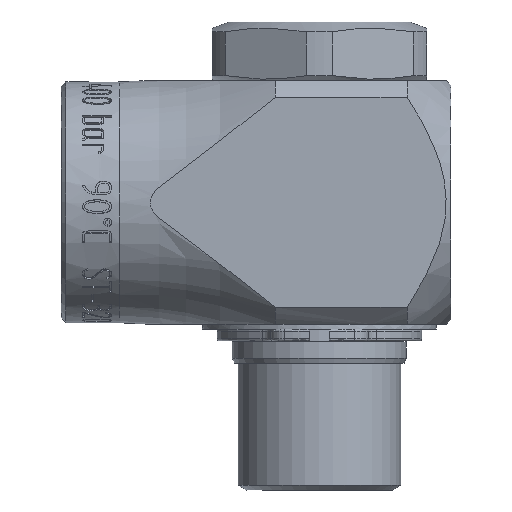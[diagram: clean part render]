
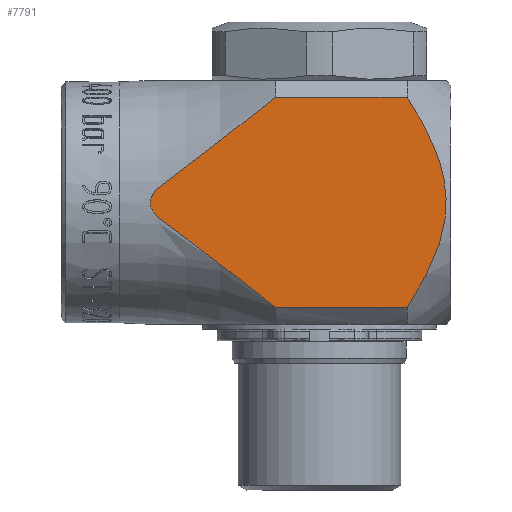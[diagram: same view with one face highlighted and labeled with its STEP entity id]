
A CAD part, left-side view. The second image highlights one B-rep face of the part: STEP entity #7791.
In plain terms, the highlighted planar face has unit normal (-1, 0, 0).
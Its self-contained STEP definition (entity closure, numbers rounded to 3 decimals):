
#56=LINE('',#19016,#116);
#63=LINE('',#19107,#123);
#116=VECTOR('',#8700,1000.);
#123=VECTOR('',#8729,1000.);
#540=PLANE('',#8096);
#1511=ORIENTED_EDGE('',*,*,#2663,.F.);
#1512=ORIENTED_EDGE('',*,*,#2685,.F.);
#1513=ORIENTED_EDGE('',*,*,#2687,.F.);
#1514=ORIENTED_EDGE('',*,*,#2670,.F.);
#2663=EDGE_CURVE('',#3278,#3279,#3959,.F.);
#2670=EDGE_CURVE('',#3279,#3284,#56,.F.);
#2685=EDGE_CURVE('',#3294,#3278,#63,.T.);
#2687=EDGE_CURVE('',#3284,#3294,#3964,.T.);
#3278=VERTEX_POINT('',#18985);
#3279=VERTEX_POINT('',#18995);
#3284=VERTEX_POINT('',#19017);
#3294=VERTEX_POINT('',#19108);
#3959=B_SPLINE_CURVE_WITH_KNOTS('',3,(#18986,#18987,#18988,#18989,#18990,
#18991,#18992,#18993,#18994),.UNSPECIFIED.,.F.,.F.,(4,1,1,1,1,1,4),(0.016,
0.022,0.024,0.027,0.03,
0.033,0.039),.UNSPECIFIED.);
#3964=B_SPLINE_CURVE_WITH_KNOTS('',3,(#19111,#19112,#19113,#19114,#19115,
#19116,#19117,#19118,#19119,#19120,#19121,#19122,#19123,#19124,#19125,#19126,
#19127,#19128,#19129,#19130,#19131,#19132,#19133),.UNSPECIFIED.,.F.,.F.,
(4,1,1,1,1,1,1,1,1,1,1,1,1,1,1,1,1,1,1,1,4),(0.415,0.42,
0.422,0.424,0.426,0.428,
0.429,0.43,0.431,0.432,
0.432,0.433,0.433,0.435,
0.436,0.437,0.439,0.441,
0.443,0.445,0.449),.UNSPECIFIED.);
#4255=EDGE_LOOP('',(#1511,#1512,#1513,#1514));
#4734=FACE_BOUND('',#4255,.T.);
#7791=ADVANCED_FACE('',(#4734),#540,.F.);
#8096=AXIS2_PLACEMENT_3D('',#19110,#8732,#8733);
#8700=DIRECTION('',(0.,-1.,0.));
#8729=DIRECTION('',(0.,-1.,0.));
#8732=DIRECTION('',(1.,0.,0.));
#8733=DIRECTION('',(0.,0.,-1.));
#18985=CARTESIAN_POINT('',(-12.5,-15.5,10.77));
#18986=CARTESIAN_POINT('',(-12.5,-15.5,-10.77));
#18987=CARTESIAN_POINT('',(-12.5,-16.56,-9.147));
#18988=CARTESIAN_POINT('',(-12.5,-18.029,-6.613));
#18989=CARTESIAN_POINT('',(-12.5,-19.267,-2.908));
#18990=CARTESIAN_POINT('',(-12.5,-19.617,-0.004));
#18991=CARTESIAN_POINT('',(-12.5,-19.264,2.928));
#18992=CARTESIAN_POINT('',(-12.5,-18.018,6.632));
#18993=CARTESIAN_POINT('',(-12.5,-16.553,9.158));
#18994=CARTESIAN_POINT('',(-12.5,-15.5,10.77));
#18995=CARTESIAN_POINT('',(-12.5,-15.5,-10.77));
#19016=CARTESIAN_POINT('',(-12.5,-21.5,-10.77));
#19017=CARTESIAN_POINT('',(-12.5,-2.,-10.77));
#19107=CARTESIAN_POINT('',(-12.5,-21.5,10.77));
#19108=CARTESIAN_POINT('',(-12.5,-2.,10.77));
#19110=CARTESIAN_POINT('',(-12.5,-20.,12.5));
#19111=CARTESIAN_POINT('',(-12.5,-2.,-10.77));
#19112=CARTESIAN_POINT('',(-12.5,-0.933,-9.861));
#19113=CARTESIAN_POINT('',(-12.5,0.709,-8.543));
#19114=CARTESIAN_POINT('',(-12.5,2.958,-6.85));
#19115=CARTESIAN_POINT('',(-12.5,4.668,-5.605));
#19116=CARTESIAN_POINT('',(-12.5,6.388,-4.373));
#19117=CARTESIAN_POINT('',(-12.5,7.817,-3.34));
#19118=CARTESIAN_POINT('',(-12.5,8.936,-2.481));
#19119=CARTESIAN_POINT('',(-12.5,9.747,-1.8));
#19120=CARTESIAN_POINT('',(-12.5,10.367,-1.176));
#19121=CARTESIAN_POINT('',(-12.5,10.752,-0.582));
#19122=CARTESIAN_POINT('',(-12.5,10.902,-0.056));
#19123=CARTESIAN_POINT('',(-12.5,10.798,0.485));
#19124=CARTESIAN_POINT('',(-12.5,10.432,1.103));
#19125=CARTESIAN_POINT('',(-12.5,9.811,1.743));
#19126=CARTESIAN_POINT('',(-12.5,9.003,2.427));
#19127=CARTESIAN_POINT('',(-12.5,7.879,3.294));
#19128=CARTESIAN_POINT('',(-12.5,6.444,4.333));
#19129=CARTESIAN_POINT('',(-12.5,4.715,5.571));
#19130=CARTESIAN_POINT('',(-12.5,2.996,6.822));
#19131=CARTESIAN_POINT('',(-12.5,0.729,8.527));
#19132=CARTESIAN_POINT('',(-12.5,-0.927,9.856));
#19133=CARTESIAN_POINT('',(-12.5,-2.,10.77));
